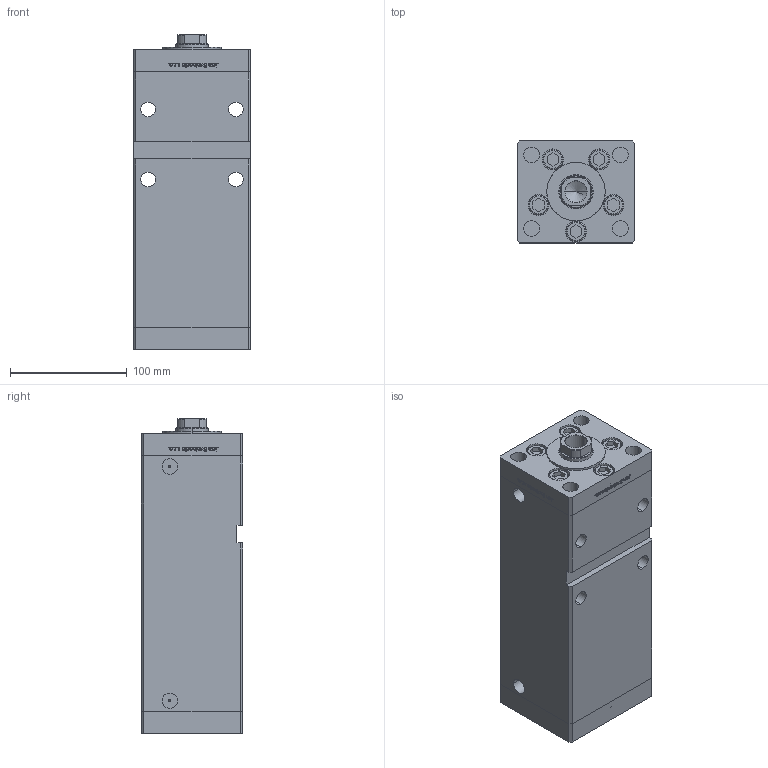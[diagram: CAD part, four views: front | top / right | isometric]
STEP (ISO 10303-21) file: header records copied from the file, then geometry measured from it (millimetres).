
FILE_DESCRIPTION (( 'STEP AP203' ), '1' );
FILE_NAME ('f9ac.STEP', '2022-04-14T21:39:21', ( '' ), ( '' ), 'SwSTEP 2.0', 'SolidWorks 2019', '' );
FILE_SCHEMA (( 'CONFIG_CONTROL_DESIGN' ));
Length unit declared in the file: millimetre
Products named in the file (6): ALLEN BOLT 2aa3ac07cf62f52b59ae285aa765c2c5; V220C_FRONT_E 2aa3ac07cf62f52b59ae285aa765c2c5; f9ac; V220C_E MIDDLE 2aa3ac07cf62f52b59ae285aa765c2c5; V220C BACK_E 2aa3ac07cf62f52b59ae285aa765c2c5; V220C_VC_E 2aa3ac07cf62f52b59ae285aa765c2c5
Assembly tree (14 placements, depth 2):
  f9ac
    V220C BACK_E 2aa3ac07cf62f52b59ae285aa765c2c5
    V220C_E MIDDLE 2aa3ac07cf62f52b59ae285aa765c2c5
    V220C_FRONT_E 2aa3ac07cf62f52b59ae285aa765c2c5
    ALLEN BOLT 2aa3ac07cf62f52b59ae285aa765c2c5  x10
    V220C_VC_E 2aa3ac07cf62f52b59ae285aa765c2c5
Bounding box: 100 x 87 x 269.5 mm (x, y, z)
Volume: 1865424.8 mm3; surface area: 265827.1 mm2
Topology: 14 solids, 14 shells, 1212 faces, 3039 edges, 1992 vertices
Faces by surface type: bspline 484, plane 473, cylinder 165, cone 46, torus 44
Entity records: 53167 total; most frequent: CARTESIAN_POINT 30442, ORIENTED_EDGE 5246, DIRECTION 3025, EDGE_CURVE 2623, VERTEX_POINT 1740, VECTOR 1355, LINE 1355, EDGE_LOOP 1187
